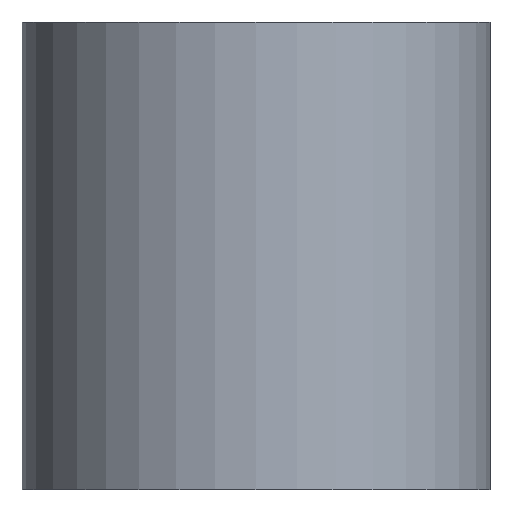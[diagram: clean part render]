
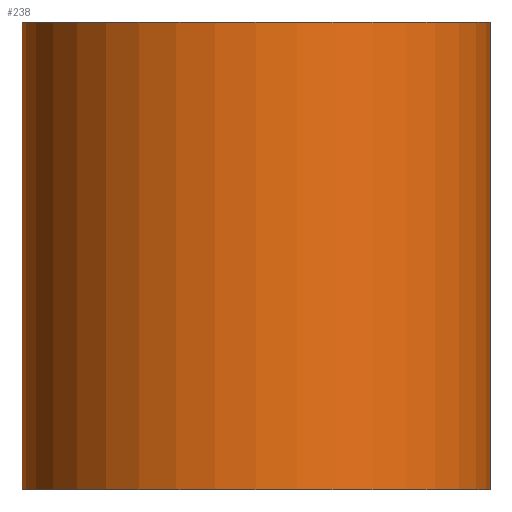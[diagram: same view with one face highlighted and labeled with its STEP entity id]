
A CAD part, front view. The second image highlights one B-rep face of the part: STEP entity #238.
In plain terms, the highlighted cylindrical face has radius 6.363 mm (diameter 12.725 mm), a partial arc.
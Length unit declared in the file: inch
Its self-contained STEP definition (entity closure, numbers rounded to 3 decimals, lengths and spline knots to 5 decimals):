
#19 = AXIS2_PLACEMENT_3D ( 'NONE', #316, #323, #290 ) ;
#31 = EDGE_CURVE ( 'NONE', #46, #457, #269, .T. ) ;
#37 = CIRCLE ( 'NONE', #192, 0.2505 ) ;
#46 = VERTEX_POINT ( 'NONE', #424 ) ;
#122 = EDGE_LOOP ( 'NONE', ( #392, #166, #191, #131 ) ) ;
#131 = ORIENTED_EDGE ( 'NONE', *, *, #494, .T. ) ;
#166 = ORIENTED_EDGE ( 'NONE', *, *, #204, .F. ) ;
#191 = ORIENTED_EDGE ( 'NONE', *, *, #336, .T. ) ;
#192 = AXIS2_PLACEMENT_3D ( 'NONE', #509, #252, #436 ) ;
#204 = EDGE_CURVE ( 'NONE', #246, #46, #437, .T. ) ;
#222 = VECTOR ( 'NONE', #536, 39.37008 ) ;
#238 = ADVANCED_FACE ( 'NONE', ( #390 ), #500, .T. ) ;
#246 = VERTEX_POINT ( 'NONE', #324 ) ;
#252 = DIRECTION ( 'NONE',  ( 0., 0., -1. ) ) ;
#253 = LINE ( 'NONE', #497, #222 ) ;
#263 = CARTESIAN_POINT ( 'NONE',  ( 0.2185, -0.6865, 0.25 ) ) ;
#269 = CIRCLE ( 'NONE', #513, 0.2505 ) ;
#278 = DIRECTION ( 'NONE',  ( 0., 0., -1. ) ) ;
#290 = DIRECTION ( 'NONE',  ( -1., 0., 0. ) ) ;
#316 = CARTESIAN_POINT ( 'NONE',  ( 0.2185, -0.937, 0.25 ) ) ;
#323 = DIRECTION ( 'NONE',  ( 0., 0., -1. ) ) ;
#324 = CARTESIAN_POINT ( 'NONE',  ( 0.2185, -0.6865, 0.25 ) ) ;
#336 = EDGE_CURVE ( 'NONE', #246, #505, #37, .T. ) ;
#352 = CARTESIAN_POINT ( 'NONE',  ( -0.032, -0.937, -0.25 ) ) ;
#387 = CARTESIAN_POINT ( 'NONE',  ( -0.032, -0.937, 0.25 ) ) ;
#390 = FACE_OUTER_BOUND ( 'NONE', #122, .T. ) ;
#392 = ORIENTED_EDGE ( 'NONE', *, *, #31, .F. ) ;
#424 = CARTESIAN_POINT ( 'NONE',  ( 0.2185, -0.6865, -0.25 ) ) ;
#430 = DIRECTION ( 'NONE',  ( 1., 0., 0. ) ) ;
#436 = DIRECTION ( 'NONE',  ( 1., 0., 0. ) ) ;
#437 = LINE ( 'NONE', #263, #446 ) ;
#446 = VECTOR ( 'NONE', #278, 39.37008 ) ;
#457 = VERTEX_POINT ( 'NONE', #352 ) ;
#465 = DIRECTION ( 'NONE',  ( 0., 0., -1. ) ) ;
#469 = CARTESIAN_POINT ( 'NONE',  ( 0.2185, -0.937, -0.25 ) ) ;
#494 = EDGE_CURVE ( 'NONE', #505, #457, #253, .T. ) ;
#497 = CARTESIAN_POINT ( 'NONE',  ( -0.032, -0.937, 0.25 ) ) ;
#500 = CYLINDRICAL_SURFACE ( 'NONE', #19, 0.2505 ) ;
#505 = VERTEX_POINT ( 'NONE', #387 ) ;
#509 = CARTESIAN_POINT ( 'NONE',  ( 0.2185, -0.937, 0.25 ) ) ;
#513 = AXIS2_PLACEMENT_3D ( 'NONE', #469, #465, #430 ) ;
#536 = DIRECTION ( 'NONE',  ( 0., 0., -1. ) ) ;
